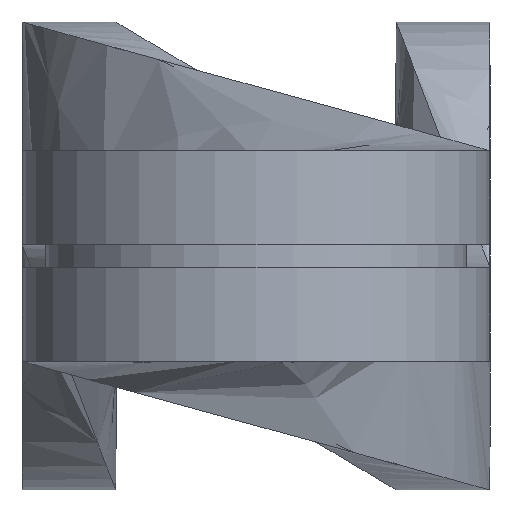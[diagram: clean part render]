
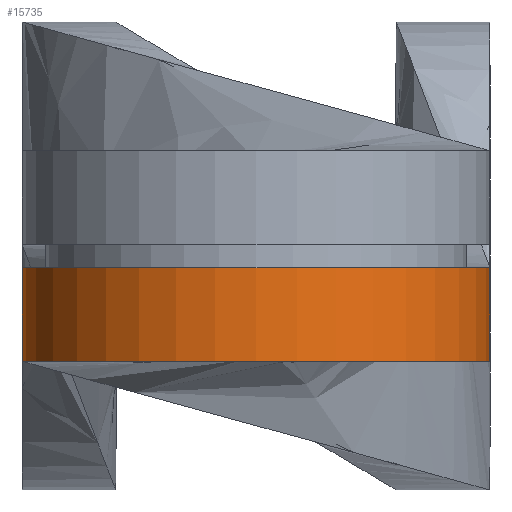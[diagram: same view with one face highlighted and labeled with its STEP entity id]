
A CAD part, front view. The second image highlights one B-rep face of the part: STEP entity #15735.
In plain terms, the highlighted cylindrical face has radius 25 mm (diameter 50 mm), a partial arc.
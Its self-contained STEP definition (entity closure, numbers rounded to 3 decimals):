
#833 = LINE ( 'NONE', #19716, #13130 ) ;
#1046 = DIRECTION ( 'NONE',  ( 1., 0., 0. ) ) ;
#1277 = DIRECTION ( 'NONE',  ( 0., 0., -1. ) ) ;
#2250 = CARTESIAN_POINT ( 'NONE',  ( 0., -56., -11.25 ) ) ;
#3117 = CIRCLE ( 'NONE', #17620, 25. ) ;
#4751 = LINE ( 'NONE', #6460, #9772 ) ;
#5476 = CARTESIAN_POINT ( 'NONE',  ( -25., -56., -1.25 ) ) ;
#5711 = ORIENTED_EDGE ( 'NONE', *, *, #13801, .T. ) ;
#5834 = DIRECTION ( 'NONE',  ( -1., 0., 0. ) ) ;
#5837 = ORIENTED_EDGE ( 'NONE', *, *, #22064, .T. ) ;
#6138 = CARTESIAN_POINT ( 'NONE',  ( 0., -56., -11.25 ) ) ;
#6460 = CARTESIAN_POINT ( 'NONE',  ( 25., -56., -11.25 ) ) ;
#6618 = DIRECTION ( 'NONE',  ( 0., 0., 1. ) ) ;
#6978 = ORIENTED_EDGE ( 'NONE', *, *, #12221, .T. ) ;
#7407 = VERTEX_POINT ( 'NONE', #12276 ) ;
#7575 = CYLINDRICAL_SURFACE ( 'NONE', #14654, 25. ) ;
#9428 = DIRECTION ( 'NONE',  ( 0., 0., 1. ) ) ;
#9772 = VECTOR ( 'NONE', #6618, 1000. ) ;
#9935 = CARTESIAN_POINT ( 'NONE',  ( 0., -56., -1.25 ) ) ;
#10379 = CIRCLE ( 'NONE', #17310, 25. ) ;
#11150 = DIRECTION ( 'NONE',  ( 1., 0., 0. ) ) ;
#11741 = CARTESIAN_POINT ( 'NONE',  ( -25., -56., -11.25 ) ) ;
#12221 = EDGE_CURVE ( 'NONE', #18447, #13935, #10379, .T. ) ;
#12276 = CARTESIAN_POINT ( 'NONE',  ( 25., -56., -1.25 ) ) ;
#12999 = VERTEX_POINT ( 'NONE', #5476 ) ;
#13130 = VECTOR ( 'NONE', #17988, 1000. ) ;
#13801 = EDGE_CURVE ( 'NONE', #7407, #12999, #3117, .T. ) ;
#13935 = VERTEX_POINT ( 'NONE', #23116 ) ;
#14654 = AXIS2_PLACEMENT_3D ( 'NONE', #6138, #9428, #5834 ) ;
#14953 = DIRECTION ( 'NONE',  ( 0., 0., 1. ) ) ;
#15735 = ADVANCED_FACE ( 'NONE', ( #22638 ), #7575, .T. ) ;
#17310 = AXIS2_PLACEMENT_3D ( 'NONE', #2250, #14953, #11150 ) ;
#17620 = AXIS2_PLACEMENT_3D ( 'NONE', #9935, #1277, #1046 ) ;
#17988 = DIRECTION ( 'NONE',  ( 0., 0., -1. ) ) ;
#18393 = EDGE_LOOP ( 'NONE', ( #18916, #5711, #5837, #6978 ) ) ;
#18447 = VERTEX_POINT ( 'NONE', #11741 ) ;
#18916 = ORIENTED_EDGE ( 'NONE', *, *, #22945, .T. ) ;
#19716 = CARTESIAN_POINT ( 'NONE',  ( -25., -56., -11.25 ) ) ;
#22064 = EDGE_CURVE ( 'NONE', #12999, #18447, #833, .T. ) ;
#22638 = FACE_OUTER_BOUND ( 'NONE', #18393, .T. ) ;
#22945 = EDGE_CURVE ( 'NONE', #13935, #7407, #4751, .T. ) ;
#23116 = CARTESIAN_POINT ( 'NONE',  ( 25., -56., -11.25 ) ) ;
